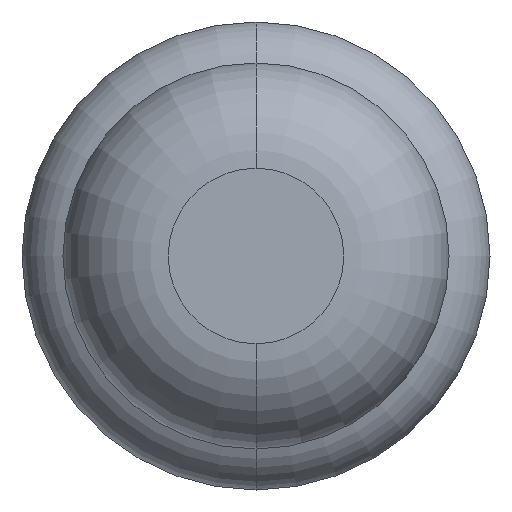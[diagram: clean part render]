
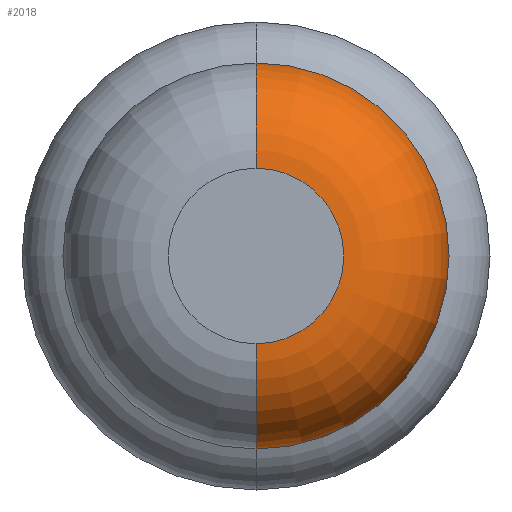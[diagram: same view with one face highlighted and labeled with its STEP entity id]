
A CAD part, front view. The second image highlights one B-rep face of the part: STEP entity #2018.
In plain terms, the highlighted toroidal (fillet/blend) face has major radius 0.375 mm and minor radius 0.45 mm.
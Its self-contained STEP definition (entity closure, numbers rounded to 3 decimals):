
#195 = CIRCLE ( 'NONE', #2186, 0.45 ) ;
#391 = EDGE_CURVE ( 'Defeature ausgef�hrt1_8+Defeature ausgef�hrt1_7+Defeature ausgef�hrt1_7+Defeature ausgef�hrt1_7', #1986, #4228, #1269, .T. ) ;
#426 = DIRECTION ( 'NONE',  ( 0., 0., 1. ) ) ;
#537 = EDGE_CURVE ( 'NONE', #4228, #1624, #2454, .T. ) ;
#673 = CARTESIAN_POINT ( 'NONE',  ( 0., -29., 0.375 ) ) ;
#915 = ORIENTED_EDGE ( 'NONE', *, *, #537, .T. ) ;
#962 = CARTESIAN_POINT ( 'NONE',  ( 0., -28.55, 0. ) ) ;
#1208 = CARTESIAN_POINT ( 'NONE',  ( 0., -28.55, -0.825 ) ) ;
#1260 = AXIS2_PLACEMENT_3D ( 'NONE', #4055, #4438, #4427 ) ;
#1269 = CIRCLE ( 'NONE', #2468, 0.375 ) ;
#1400 = DIRECTION ( 'NONE',  ( -1., 0., 0. ) ) ;
#1406 = ORIENTED_EDGE ( 'NONE', *, *, #391, .T. ) ;
#1417 = CARTESIAN_POINT ( 'NONE',  ( 0., -29., -0.375 ) ) ;
#1529 = VERTEX_POINT ( 'NONE', #2975 ) ;
#1624 = VERTEX_POINT ( 'NONE', #1208 ) ;
#1646 = DIRECTION ( 'NONE',  ( 0., 1., 0. ) ) ;
#1733 = DIRECTION ( 'NONE',  ( 0., 1., 0. ) ) ;
#1822 = DIRECTION ( 'NONE',  ( 0., 1., 0. ) ) ;
#1930 = EDGE_CURVE ( 'NONE', #1986, #1529, #195, .T. ) ;
#1986 = VERTEX_POINT ( 'NONE', #673 ) ;
#2007 = DIRECTION ( 'NONE',  ( 0., 0., 1. ) ) ;
#2018 = ADVANCED_FACE ( 'Defeature ausgef�hrt1_8', ( #3103 ), #3710, .T. ) ;
#2072 = EDGE_LOOP ( 'NONE', ( #1406, #915, #4342, #4259 ) ) ;
#2186 = AXIS2_PLACEMENT_3D ( 'NONE', #2470, #1400, #4193 ) ;
#2454 = CIRCLE ( 'NONE', #1260, 0.45 ) ;
#2468 = AXIS2_PLACEMENT_3D ( 'NONE', #4271, #1822, #426 ) ;
#2470 = CARTESIAN_POINT ( 'NONE',  ( 0., -28.55, 0.375 ) ) ;
#2923 = AXIS2_PLACEMENT_3D ( 'NONE', #3145, #1733, #3528 ) ;
#2975 = CARTESIAN_POINT ( 'NONE',  ( 0., -28.55, 0.825 ) ) ;
#3103 = FACE_OUTER_BOUND ( 'NONE', #2072, .T. ) ;
#3145 = CARTESIAN_POINT ( 'NONE',  ( 0., -28.55, 0. ) ) ;
#3475 = CIRCLE ( 'NONE', #4415, 0.825 ) ;
#3528 = DIRECTION ( 'NONE',  ( 0., 0., 1. ) ) ;
#3710 = TOROIDAL_SURFACE ( 'NONE', #2923, 0.375, 0.45 ) ;
#4055 = CARTESIAN_POINT ( 'NONE',  ( 0., -28.55, -0.375 ) ) ;
#4193 = DIRECTION ( 'NONE',  ( 0., 0., 1. ) ) ;
#4228 = VERTEX_POINT ( 'NONE', #1417 ) ;
#4259 = ORIENTED_EDGE ( 'NONE', *, *, #1930, .F. ) ;
#4271 = CARTESIAN_POINT ( 'NONE',  ( 0., -29., 0. ) ) ;
#4342 = ORIENTED_EDGE ( 'NONE', *, *, #4429, .F. ) ;
#4415 = AXIS2_PLACEMENT_3D ( 'NONE', #962, #1646, #2007 ) ;
#4427 = DIRECTION ( 'NONE',  ( 0., 0., -1. ) ) ;
#4429 = EDGE_CURVE ( 'Defeature ausgef�hrt1_9+Defeature ausgef�hrt1_8+Defeature ausgef�hrt1_8+Defeature ausgef�hrt1_8', #1529, #1624, #3475, .T. ) ;
#4438 = DIRECTION ( 'NONE',  ( 1., 0., 0. ) ) ;
